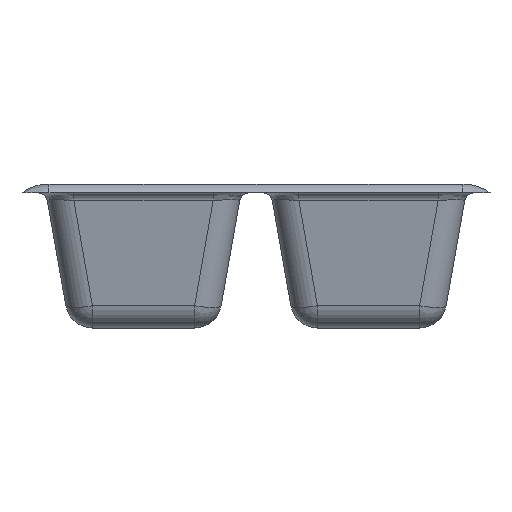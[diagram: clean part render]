
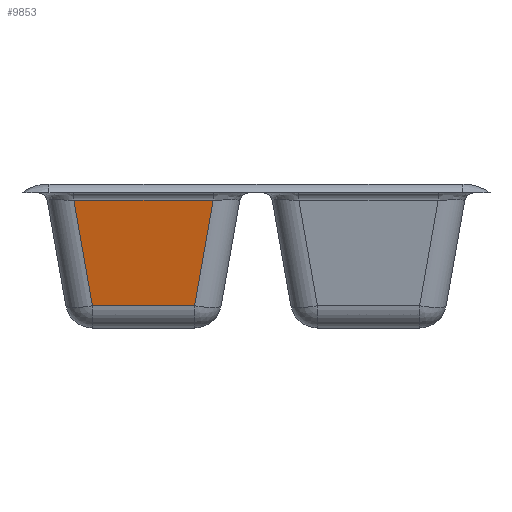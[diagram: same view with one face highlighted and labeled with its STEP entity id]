
A CAD part, left-side view. The second image highlights one B-rep face of the part: STEP entity #9853.
In plain terms, the highlighted planar face has unit normal (-0.985, 0, -0.174).
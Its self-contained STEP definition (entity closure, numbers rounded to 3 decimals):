
#145=PLANE('',#10685);
#667=FACE_OUTER_BOUND('',#1379,.T.);
#1379=EDGE_LOOP('',(#6771,#6772,#6773,#6774));
#2723=LINE('',#16673,#3421);
#2730=LINE('',#16794,#3428);
#2731=LINE('',#16797,#3429);
#2732=LINE('',#16798,#3430);
#3421=VECTOR('',#12289,10.);
#3428=VECTOR('',#12324,10.);
#3429=VECTOR('',#12327,10.);
#3430=VECTOR('',#12328,10.);
#4256=VERTEX_POINT('',#16664);
#4258=VERTEX_POINT('',#16670);
#4269=VERTEX_POINT('',#16792);
#4270=VERTEX_POINT('',#16796);
#5137=EDGE_CURVE('',#4256,#4258,#2723,.T.);
#5155=EDGE_CURVE('',#4258,#4269,#2730,.T.);
#5156=EDGE_CURVE('',#4269,#4270,#2731,.T.);
#5157=EDGE_CURVE('',#4270,#4256,#2732,.T.);
#6771=ORIENTED_EDGE('',*,*,#5137,.T.);
#6772=ORIENTED_EDGE('',*,*,#5155,.T.);
#6773=ORIENTED_EDGE('',*,*,#5156,.T.);
#6774=ORIENTED_EDGE('',*,*,#5157,.T.);
#9853=ADVANCED_FACE('',(#667),#145,.T.);
#10685=AXIS2_PLACEMENT_3D('',#16795,#12325,#12326);
#12289=DIRECTION('',(0.,1.,0.));
#12324=DIRECTION('',(0.171,-0.171,-0.97));
#12325=DIRECTION('center_axis',(-0.985,0.,-0.174));
#12326=DIRECTION('ref_axis',(0.,1.,0.));
#12327=DIRECTION('',(0.,-1.,0.));
#12328=DIRECTION('',(-0.171,-0.171,0.97));
#16664=CARTESIAN_POINT('',(5.613,-42.478,46.347));
#16670=CARTESIAN_POINT('',(5.613,-11.522,46.347));
#16673=CARTESIAN_POINT('',(5.613,-29.5,46.347));
#16792=CARTESIAN_POINT('',(9.737,-15.646,22.958));
#16794=CARTESIAN_POINT('',(5.354,-11.263,47.817));
#16795=CARTESIAN_POINT('Origin',(5.03,-7.,49.653));
#16796=CARTESIAN_POINT('',(9.737,-38.354,22.958));
#16797=CARTESIAN_POINT('',(9.737,-17.,22.958));
#16798=CARTESIAN_POINT('',(5.501,-42.591,46.987));
